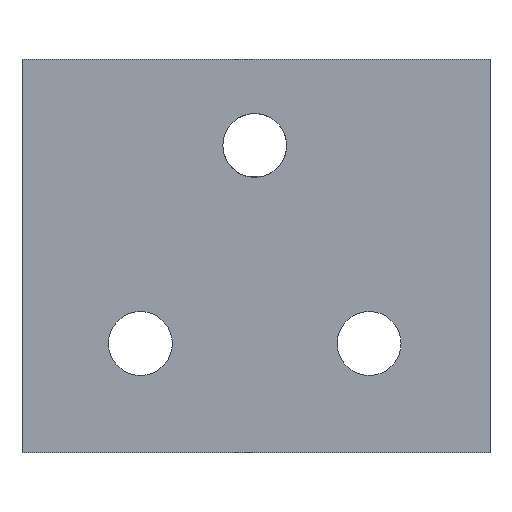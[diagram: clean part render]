
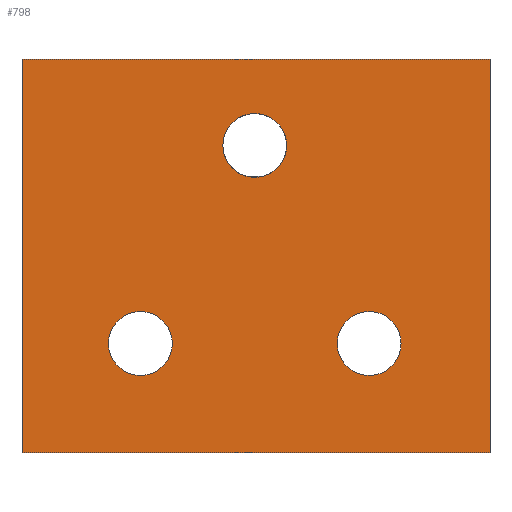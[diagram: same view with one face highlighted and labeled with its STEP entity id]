
A CAD part, left-side view. The second image highlights one B-rep face of the part: STEP entity #798.
In plain terms, the highlighted planar face has unit normal (-1, 0, 0).
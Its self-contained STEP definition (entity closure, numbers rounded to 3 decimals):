
#16=FACE_BOUND('',#121,.T.);
#17=FACE_BOUND('',#122,.T.);
#18=FACE_BOUND('',#123,.T.);
#40=PLANE('',#873);
#78=FACE_OUTER_BOUND('',#120,.T.);
#120=EDGE_LOOP('',(#626,#627,#628,#629));
#121=EDGE_LOOP('',(#630));
#122=EDGE_LOOP('',(#631));
#123=EDGE_LOOP('',(#632));
#193=LINE('',#1229,#284);
#194=LINE('',#1231,#285);
#195=LINE('',#1233,#286);
#196=LINE('',#1234,#287);
#284=VECTOR('',#1007,10.);
#285=VECTOR('',#1008,10.);
#286=VECTOR('',#1009,10.);
#287=VECTOR('',#1010,10.);
#340=CIRCLE('',#844,3.);
#344=CIRCLE('',#850,3.);
#346=CIRCLE('',#853,3.);
#362=VERTEX_POINT('',#1128);
#366=VERTEX_POINT('',#1140);
#368=VERTEX_POINT('',#1146);
#395=VERTEX_POINT('',#1227);
#396=VERTEX_POINT('',#1228);
#397=VERTEX_POINT('',#1230);
#398=VERTEX_POINT('',#1232);
#435=EDGE_CURVE('',#362,#362,#340,.T.);
#441=EDGE_CURVE('',#366,#366,#344,.T.);
#444=EDGE_CURVE('',#368,#368,#346,.T.);
#483=EDGE_CURVE('',#395,#396,#193,.T.);
#484=EDGE_CURVE('',#397,#395,#194,.T.);
#485=EDGE_CURVE('',#397,#398,#195,.T.);
#486=EDGE_CURVE('',#396,#398,#196,.T.);
#626=ORIENTED_EDGE('',*,*,#483,.F.);
#627=ORIENTED_EDGE('',*,*,#484,.F.);
#628=ORIENTED_EDGE('',*,*,#485,.T.);
#629=ORIENTED_EDGE('',*,*,#486,.F.);
#630=ORIENTED_EDGE('',*,*,#435,.T.);
#631=ORIENTED_EDGE('',*,*,#441,.T.);
#632=ORIENTED_EDGE('',*,*,#444,.T.);
#798=ADVANCED_FACE('',(#78,#16,#17,#18),#40,.T.);
#844=AXIS2_PLACEMENT_3D('',#1130,#912,#913);
#850=AXIS2_PLACEMENT_3D('',#1142,#926,#927);
#853=AXIS2_PLACEMENT_3D('',#1148,#933,#934);
#873=AXIS2_PLACEMENT_3D('',#1226,#1005,#1006);
#912=DIRECTION('center_axis',(1.,0.,0.));
#913=DIRECTION('ref_axis',(0.,0.,1.));
#926=DIRECTION('center_axis',(1.,0.,0.));
#927=DIRECTION('ref_axis',(0.,0.,1.));
#933=DIRECTION('center_axis',(1.,0.,0.));
#934=DIRECTION('ref_axis',(0.,0.,1.));
#1005=DIRECTION('center_axis',(-1.,0.,0.));
#1006=DIRECTION('ref_axis',(0.,1.,0.));
#1007=DIRECTION('',(0.,0.,-1.));
#1008=DIRECTION('',(0.,-1.,0.));
#1009=DIRECTION('',(0.,0.,-1.));
#1010=DIRECTION('',(0.,1.,0.));
#1128=CARTESIAN_POINT('',(17.302,-89.9,-21.545));
#1130=CARTESIAN_POINT('Origin',(17.302,-89.9,-18.545));
#1140=CARTESIAN_POINT('',(17.302,-79.149,-2.925));
#1142=CARTESIAN_POINT('Origin',(17.302,-79.149,0.075));
#1146=CARTESIAN_POINT('',(17.302,-68.399,-21.545));
#1148=CARTESIAN_POINT('Origin',(17.302,-68.399,-18.545));
#1226=CARTESIAN_POINT('Origin',(17.302,-101.265,8.183));
#1227=CARTESIAN_POINT('',(17.302,-101.265,8.183));
#1228=CARTESIAN_POINT('',(17.302,-101.265,-28.817));
#1229=CARTESIAN_POINT('',(17.302,-101.265,8.183));
#1230=CARTESIAN_POINT('',(17.302,-57.265,8.183));
#1231=CARTESIAN_POINT('',(17.302,-57.265,8.183));
#1232=CARTESIAN_POINT('',(17.302,-57.265,-28.817));
#1233=CARTESIAN_POINT('',(17.302,-57.265,8.183));
#1234=CARTESIAN_POINT('',(17.302,-101.265,-28.817));
